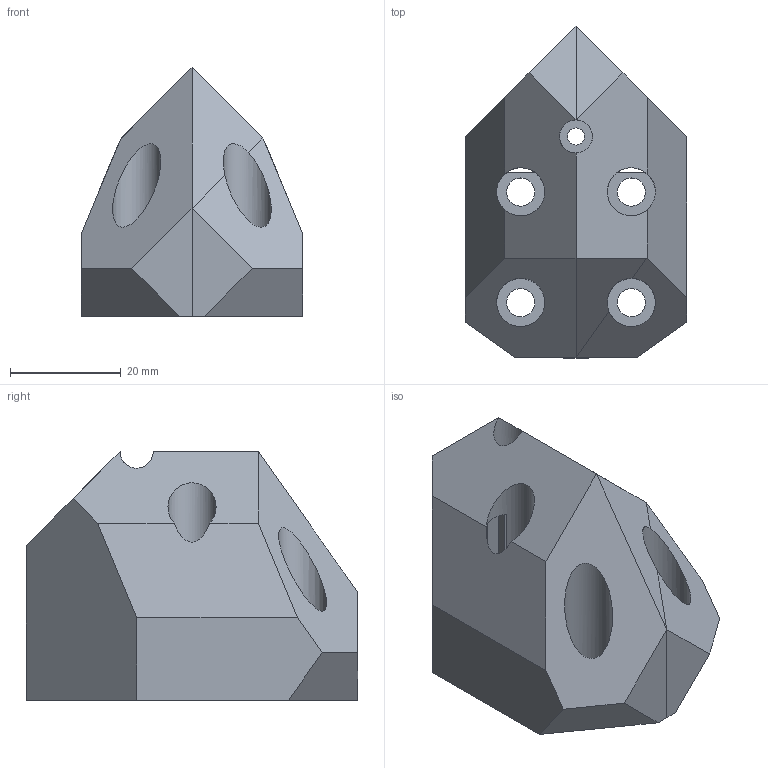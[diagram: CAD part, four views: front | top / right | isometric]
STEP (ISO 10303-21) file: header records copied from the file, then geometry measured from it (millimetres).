
FILE_DESCRIPTION(/* description */ (''),/* implementation_level */ '2;1');
FILE_NAME(/* name */ 'ender_sw_stealth_idler.step',/* time_stamp */ '2022-02-01T20:54:23-07:00',/* author */ (''),/* organization */ (''),/* preprocessor_version */ 'ST-DEVELOPER v18.1',/* originating_system */ 'Autodesk Translation Framework v10.13.0.1454',/* authorisation */ '');
FILE_SCHEMA (('AUTOMOTIVE_DESIGN { 1 0 10303 214 3 1 1 }'));
Length unit declared in the file: millimetre
Products named in the file (1): ender_sw_stealth_idler
Bounding box: 40 x 60 x 45 mm (x, y, z)
Volume: 38847.3 mm3; surface area: 13765.6 mm2
Topology: 1 solids, 1 shells, 46 faces, 132 edges, 86 vertices
Faces by surface type: plane 35, cylinder 10, bspline 1
Full cylindrical faces by diameter (mm): 3.1 x1, 5.1 x4, 6 x1, 8.7 x4
Entity records: 1591 total; most frequent: CARTESIAN_POINT 305, ORIENTED_EDGE 264, DIRECTION 252, EDGE_CURVE 132, LINE 98, VECTOR 98, VERTEX_POINT 86, AXIS2_PLACEMENT_3D 77
